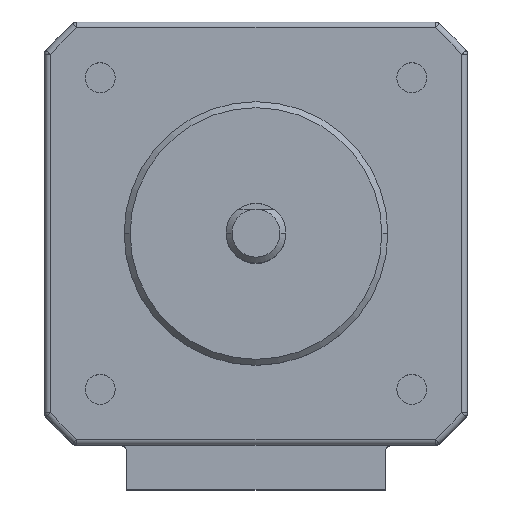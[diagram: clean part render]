
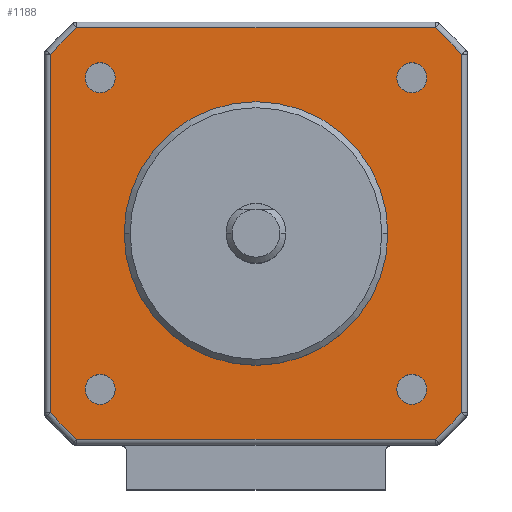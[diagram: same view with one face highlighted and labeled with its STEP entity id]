
A CAD part, top view. The second image highlights one B-rep face of the part: STEP entity #1188.
In plain terms, the highlighted planar face has unit normal (0, 0, 1).
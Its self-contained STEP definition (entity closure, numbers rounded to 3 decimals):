
#58=CARTESIAN_POINT('',(0.,0.,28.));
#59=DIRECTION('',(0.,0.,1.));
#60=DIRECTION('',(-0.657,0.754,0.));
#61=AXIS2_PLACEMENT_3D('',#58,#59,#60);
#63=CARTESIAN_POINT('',(0.,0.,28.));
#64=DIRECTION('',(0.,0.,1.));
#65=DIRECTION('',(0.754,0.657,0.));
#66=AXIS2_PLACEMENT_3D('',#63,#64,#65);
#68=CARTESIAN_POINT('',(0.,0.,28.));
#69=DIRECTION('',(0.,0.,1.));
#70=DIRECTION('',(0.657,-0.754,0.));
#71=AXIS2_PLACEMENT_3D('',#68,#69,#70);
#73=CARTESIAN_POINT('',(0.,0.,28.));
#74=DIRECTION('',(0.,0.,1.));
#75=DIRECTION('',(-0.754,-0.657,0.));
#76=AXIS2_PLACEMENT_3D('',#73,#74,#75);
#78=CARTESIAN_POINT('',(-13.,13.,28.));
#79=DIRECTION('',(0.,0.,-1.));
#80=DIRECTION('',(-1.,0.,0.));
#81=AXIS2_PLACEMENT_3D('',#78,#79,#80);
#83=CARTESIAN_POINT('',(-13.,13.,28.));
#84=DIRECTION('',(0.,0.,-1.));
#85=DIRECTION('',(1.,0.,0.));
#86=AXIS2_PLACEMENT_3D('',#83,#84,#85);
#88=CARTESIAN_POINT('',(-13.,-13.,28.));
#89=DIRECTION('',(0.,0.,-1.));
#90=DIRECTION('',(-1.,0.,0.));
#91=AXIS2_PLACEMENT_3D('',#88,#89,#90);
#93=CARTESIAN_POINT('',(-13.,-13.,28.));
#94=DIRECTION('',(0.,0.,-1.));
#95=DIRECTION('',(1.,0.,0.));
#96=AXIS2_PLACEMENT_3D('',#93,#94,#95);
#98=CARTESIAN_POINT('',(13.,-13.,28.));
#99=DIRECTION('',(0.,0.,-1.));
#100=DIRECTION('',(-1.,0.,0.));
#101=AXIS2_PLACEMENT_3D('',#98,#99,#100);
#103=CARTESIAN_POINT('',(13.,-13.,28.));
#104=DIRECTION('',(0.,0.,-1.));
#105=DIRECTION('',(1.,0.,0.));
#106=AXIS2_PLACEMENT_3D('',#103,#104,#105);
#108=CARTESIAN_POINT('',(13.,13.,28.));
#109=DIRECTION('',(0.,0.,-1.));
#110=DIRECTION('',(-1.,0.,0.));
#111=AXIS2_PLACEMENT_3D('',#108,#109,#110);
#113=CARTESIAN_POINT('',(13.,13.,28.));
#114=DIRECTION('',(0.,0.,-1.));
#115=DIRECTION('',(1.,0.,0.));
#116=AXIS2_PLACEMENT_3D('',#113,#114,#115);
#118=CARTESIAN_POINT('',(0.,0.,28.));
#119=DIRECTION('',(0.,0.,-1.));
#120=DIRECTION('',(1.,0.,0.));
#121=AXIS2_PLACEMENT_3D('',#118,#119,#120);
#123=CARTESIAN_POINT('',(0.,0.,28.));
#124=DIRECTION('',(0.,0.,-1.));
#125=DIRECTION('',(-1.,0.,0.));
#126=AXIS2_PLACEMENT_3D('',#123,#124,#125);
#128=DIRECTION('',(0.,1.,0.));
#129=VECTOR('',#128,29.896);
#130=CARTESIAN_POINT('',(-17.15,-14.948,28.));
#131=LINE('',#130,#129);
#241=DIRECTION('',(-1.,0.,0.));
#242=VECTOR('',#241,29.896);
#243=CARTESIAN_POINT('',(14.948,-17.15,28.));
#244=LINE('',#243,#242);
#284=DIRECTION('',(0.,-1.,0.));
#285=VECTOR('',#284,29.896);
#286=CARTESIAN_POINT('',(17.15,14.948,28.));
#287=LINE('',#286,#285);
#386=DIRECTION('',(1.,0.,0.));
#387=VECTOR('',#386,29.896);
#388=CARTESIAN_POINT('',(-14.948,17.15,28.));
#389=LINE('',#388,#387);
#839=CARTESIAN_POINT('',(-11.75,-13.,28.));
#840=CARTESIAN_POINT('',(-14.25,-13.,28.));
#841=VERTEX_POINT('',#839);
#842=VERTEX_POINT('',#840);
#843=CARTESIAN_POINT('',(-11.75,13.,28.));
#844=CARTESIAN_POINT('',(-14.25,13.,28.));
#845=VERTEX_POINT('',#843);
#846=VERTEX_POINT('',#844);
#847=CARTESIAN_POINT('',(14.25,-13.,28.));
#848=CARTESIAN_POINT('',(11.75,-13.,28.));
#849=VERTEX_POINT('',#847);
#850=VERTEX_POINT('',#848);
#851=CARTESIAN_POINT('',(17.15,14.948,28.));
#853=VERTEX_POINT('',#851);
#856=CARTESIAN_POINT('',(17.15,-14.948,28.));
#858=VERTEX_POINT('',#856);
#863=CARTESIAN_POINT('',(14.948,17.15,28.));
#865=VERTEX_POINT('',#863);
#868=CARTESIAN_POINT('',(14.948,-17.15,28.));
#870=VERTEX_POINT('',#868);
#875=CARTESIAN_POINT('',(-14.948,17.15,28.));
#877=VERTEX_POINT('',#875);
#880=CARTESIAN_POINT('',(-14.948,-17.15,28.));
#882=VERTEX_POINT('',#880);
#887=CARTESIAN_POINT('',(-17.15,14.948,28.));
#889=VERTEX_POINT('',#887);
#892=CARTESIAN_POINT('',(-17.15,-14.948,28.));
#894=VERTEX_POINT('',#892);
#911=CARTESIAN_POINT('',(11.,0.,28.));
#912=CARTESIAN_POINT('',(-11.,0.,28.));
#913=VERTEX_POINT('',#911);
#914=VERTEX_POINT('',#912);
#915=CARTESIAN_POINT('',(11.75,13.,28.));
#916=CARTESIAN_POINT('',(14.25,13.,28.));
#917=VERTEX_POINT('',#915);
#918=VERTEX_POINT('',#916);
#1139=CARTESIAN_POINT('',(0.,0.,28.));
#1140=DIRECTION('',(0.,0.,1.));
#1141=DIRECTION('',(1.,0.,0.));
#1142=AXIS2_PLACEMENT_3D('',#1139,#1140,#1141);
#1143=PLANE('',#1142);
#1145=ORIENTED_EDGE('',*,*,#1144,.T.);
#1147=ORIENTED_EDGE('',*,*,#1146,.F.);
#1149=ORIENTED_EDGE('',*,*,#1148,.T.);
#1151=ORIENTED_EDGE('',*,*,#1150,.F.);
#1153=ORIENTED_EDGE('',*,*,#1152,.T.);
#1155=ORIENTED_EDGE('',*,*,#1154,.F.);
#1157=ORIENTED_EDGE('',*,*,#1156,.T.);
#1159=ORIENTED_EDGE('',*,*,#1158,.F.);
#1160=EDGE_LOOP('',(#1145,#1147,#1149,#1151,#1153,#1155,#1157,#1159));
#1161=FACE_OUTER_BOUND('',#1160,.F.);
#1162=ORIENTED_EDGE('',*,*,#1121,.F.);
#1163=ORIENTED_EDGE('',*,*,#1134,.F.);
#1164=EDGE_LOOP('',(#1162,#1163));
#1165=FACE_BOUND('',#1164,.F.);
#1166=ORIENTED_EDGE('',*,*,#1060,.F.);
#1167=ORIENTED_EDGE('',*,*,#1046,.F.);
#1168=EDGE_LOOP('',(#1166,#1167));
#1169=FACE_BOUND('',#1168,.F.);
#1171=ORIENTED_EDGE('',*,*,#1170,.F.);
#1173=ORIENTED_EDGE('',*,*,#1172,.F.);
#1174=EDGE_LOOP('',(#1171,#1173));
#1175=FACE_BOUND('',#1174,.F.);
#1177=ORIENTED_EDGE('',*,*,#1176,.F.);
#1179=ORIENTED_EDGE('',*,*,#1178,.F.);
#1180=EDGE_LOOP('',(#1177,#1179));
#1181=FACE_BOUND('',#1180,.F.);
#1183=ORIENTED_EDGE('',*,*,#1182,.F.);
#1185=ORIENTED_EDGE('',*,*,#1184,.F.);
#1186=EDGE_LOOP('',(#1183,#1185));
#1187=FACE_BOUND('',#1186,.F.);
#1188=ADVANCED_FACE('',(#1161,#1165,#1169,#1175,#1181,#1187),#1143,.T.);
#62=CIRCLE('',#61,22.75);
#67=CIRCLE('',#66,22.75);
#72=CIRCLE('',#71,22.75);
#77=CIRCLE('',#76,22.75);
#82=CIRCLE('',#81,1.25);
#87=CIRCLE('',#86,1.25);
#92=CIRCLE('',#91,1.25);
#97=CIRCLE('',#96,1.25);
#102=CIRCLE('',#101,1.25);
#107=CIRCLE('',#106,1.25);
#112=CIRCLE('',#111,1.25);
#117=CIRCLE('',#116,1.25);
#122=CIRCLE('',#121,11.);
#127=CIRCLE('',#126,11.);
#1046=EDGE_CURVE('',#841,#842,#97,.T.);
#1060=EDGE_CURVE('',#842,#841,#92,.T.);
#1121=EDGE_CURVE('',#846,#845,#82,.T.);
#1134=EDGE_CURVE('',#845,#846,#87,.T.);
#1144=EDGE_CURVE('',#894,#889,#131,.T.);
#1146=EDGE_CURVE('',#877,#889,#62,.T.);
#1148=EDGE_CURVE('',#877,#865,#389,.T.);
#1150=EDGE_CURVE('',#853,#865,#67,.T.);
#1152=EDGE_CURVE('',#853,#858,#287,.T.);
#1154=EDGE_CURVE('',#870,#858,#72,.T.);
#1156=EDGE_CURVE('',#870,#882,#244,.T.);
#1158=EDGE_CURVE('',#894,#882,#77,.T.);
#1170=EDGE_CURVE('',#850,#849,#102,.T.);
#1172=EDGE_CURVE('',#849,#850,#107,.T.);
#1176=EDGE_CURVE('',#917,#918,#112,.T.);
#1178=EDGE_CURVE('',#918,#917,#117,.T.);
#1182=EDGE_CURVE('',#913,#914,#122,.T.);
#1184=EDGE_CURVE('',#914,#913,#127,.T.);
